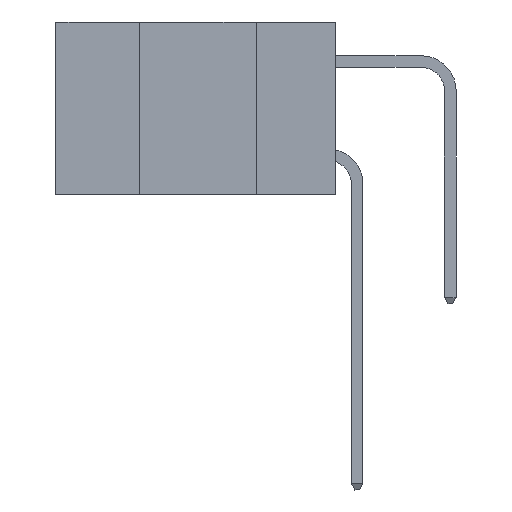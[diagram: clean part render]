
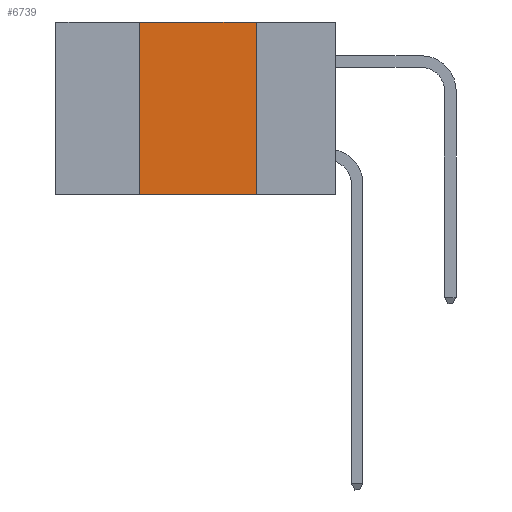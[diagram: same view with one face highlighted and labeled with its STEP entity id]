
A CAD part, left-side view. The second image highlights one B-rep face of the part: STEP entity #6739.
In plain terms, the highlighted planar face has unit normal (-1, 0, 0).
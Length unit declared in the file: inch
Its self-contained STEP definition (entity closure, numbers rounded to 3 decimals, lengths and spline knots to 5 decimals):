
#917 = PLANE ( 'NONE',  #6341 ) ;
#2020 = DIRECTION ( 'NONE',  ( 1., 0., 0. ) ) ;
#3284 = EDGE_CURVE ( 'NONE', #33327, #22465, #3334, .T. ) ;
#3334 = LINE ( 'NONE', #20201, #22008 ) ;
#4446 = CARTESIAN_POINT ( 'NONE',  ( 0., 0.42, 0. ) ) ;
#6341 = AXIS2_PLACEMENT_3D ( 'NONE', #20920, #2020, #8138 ) ;
#6496 = DIRECTION ( 'NONE',  ( 0., 0., -1. ) ) ;
#6633 = VECTOR ( 'NONE', #11558, 39.37008 ) ;
#6739 = ADVANCED_FACE ( 'NONE', ( #10505 ), #917, .F. ) ;
#6941 = CARTESIAN_POINT ( 'NONE',  ( 0., 0.42, -0.37 ) ) ;
#8138 = DIRECTION ( 'NONE',  ( 0., 0., -1. ) ) ;
#8337 = CARTESIAN_POINT ( 'NONE',  ( 0., 0.17, -0.37 ) ) ;
#8843 = DIRECTION ( 'NONE',  ( 0., -1., 0. ) ) ;
#9075 = VECTOR ( 'NONE', #8843, 39.37008 ) ;
#10505 = FACE_OUTER_BOUND ( 'NONE', #25915, .T. ) ;
#11239 = CARTESIAN_POINT ( 'NONE',  ( 0., 0.6, -0.37 ) ) ;
#11558 = DIRECTION ( 'NONE',  ( 0., -1., 0. ) ) ;
#12209 = EDGE_CURVE ( 'NONE', #34589, #25093, #27955, .T. ) ;
#13554 = ORIENTED_EDGE ( 'NONE', *, *, #18274, .T. ) ;
#14402 = ORIENTED_EDGE ( 'NONE', *, *, #3284, .F. ) ;
#14637 = CARTESIAN_POINT ( 'NONE',  ( 0., 0.6, 0. ) ) ;
#15179 = VECTOR ( 'NONE', #6496, 39.37008 ) ;
#16245 = CARTESIAN_POINT ( 'NONE',  ( 0., 0.17, 0. ) ) ;
#18274 = EDGE_CURVE ( 'NONE', #33327, #25093, #18861, .T. ) ;
#18605 = ORIENTED_EDGE ( 'NONE', *, *, #25881, .F. ) ;
#18861 = LINE ( 'NONE', #11239, #9075 ) ;
#20201 = CARTESIAN_POINT ( 'NONE',  ( 0., 0.42, 0. ) ) ;
#20920 = CARTESIAN_POINT ( 'NONE',  ( 0., 0.6, 0. ) ) ;
#22008 = VECTOR ( 'NONE', #33994, 39.37008 ) ;
#22465 = VERTEX_POINT ( 'NONE', #4446 ) ;
#23643 = ORIENTED_EDGE ( 'NONE', *, *, #12209, .F. ) ;
#25093 = VERTEX_POINT ( 'NONE', #8337 ) ;
#25661 = LINE ( 'NONE', #14637, #6633 ) ;
#25881 = EDGE_CURVE ( 'NONE', #22465, #34589, #25661, .T. ) ;
#25915 = EDGE_LOOP ( 'NONE', ( #23643, #18605, #14402, #13554 ) ) ;
#26063 = CARTESIAN_POINT ( 'NONE',  ( 0., 0.17, 0. ) ) ;
#27955 = LINE ( 'NONE', #26063, #15179 ) ;
#33327 = VERTEX_POINT ( 'NONE', #6941 ) ;
#33994 = DIRECTION ( 'NONE',  ( 0., 0., 1. ) ) ;
#34589 = VERTEX_POINT ( 'NONE', #16245 ) ;
